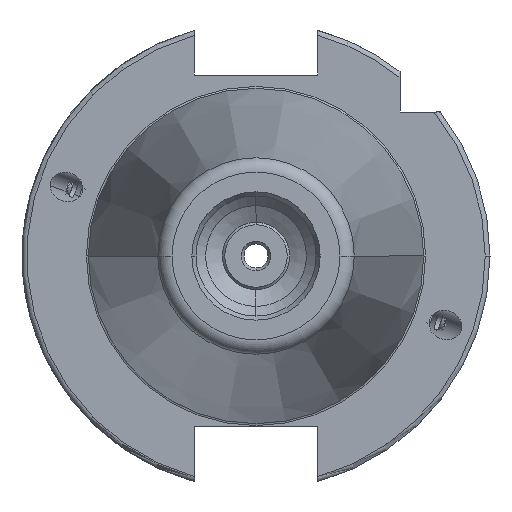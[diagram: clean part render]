
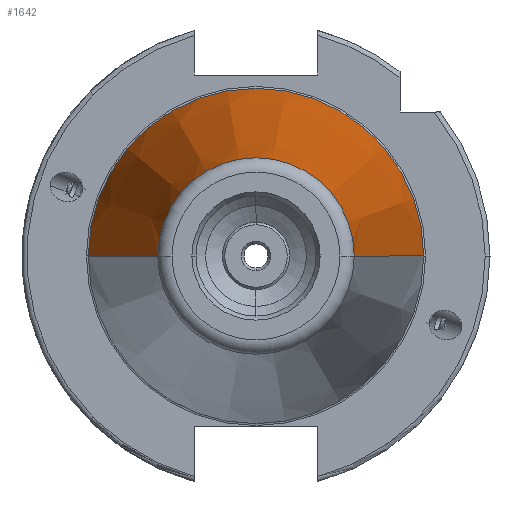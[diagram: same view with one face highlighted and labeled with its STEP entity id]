
A CAD part, left-side view. The second image highlights one B-rep face of the part: STEP entity #1642.
In plain terms, the highlighted conical face has half-angle 8.297 degrees and reference radius 34.925 mm.
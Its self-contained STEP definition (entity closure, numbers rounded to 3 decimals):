
#15 = ORIENTED_EDGE ( 'NONE', *, *, #707, .T. ) ;
#645 = DIRECTION ( 'NONE',  ( 0.99, 0.144, 0. ) ) ;
#707 = EDGE_CURVE ( 'NONE', #4879, #4067, #1233, .T. ) ;
#946 = CARTESIAN_POINT ( 'NONE',  ( -99.183, -20.461, 0. ) ) ;
#952 = EDGE_CURVE ( 'NONE', #4067, #5952, #4844, .T. ) ;
#1100 = DIRECTION ( 'NONE',  ( 0., -1., 0. ) ) ;
#1233 = LINE ( 'NONE', #2367, #6208 ) ;
#1271 = CARTESIAN_POINT ( 'NONE',  ( -99.183, 0., 0. ) ) ;
#1416 = ORIENTED_EDGE ( 'NONE', *, *, #5042, .F. ) ;
#1471 = EDGE_CURVE ( 'NONE', #4879, #2747, #1610, .T. ) ;
#1610 = CIRCLE ( 'NONE', #3470, 20.461 ) ;
#1611 = CARTESIAN_POINT ( 'NONE',  ( 0., -34.925, 0. ) ) ;
#1642 = ADVANCED_FACE ( 'NONE', ( #6133 ), #2137, .T. ) ;
#1678 = CARTESIAN_POINT ( 'NONE',  ( -99.183, 20.461, 0. ) ) ;
#2137 = CONICAL_SURFACE ( 'NONE', #6058, 34.925, 0.145 ) ;
#2270 = DIRECTION ( 'NONE',  ( -1., 0., 0. ) ) ;
#2367 = CARTESIAN_POINT ( 'NONE',  ( 0., -34.925, 0. ) ) ;
#2422 = ORIENTED_EDGE ( 'NONE', *, *, #1471, .F. ) ;
#2747 = VERTEX_POINT ( 'NONE', #1678 ) ;
#3470 = AXIS2_PLACEMENT_3D ( 'NONE', #1271, #2270, #1100 ) ;
#3508 = LINE ( 'NONE', #3515, #4633 ) ;
#3515 = CARTESIAN_POINT ( 'NONE',  ( 0., 34.925, 0. ) ) ;
#3664 = DIRECTION ( 'NONE',  ( 0.99, -0.144, 0. ) ) ;
#3899 = CARTESIAN_POINT ( 'NONE',  ( 0., 0., 0. ) ) ;
#4067 = VERTEX_POINT ( 'NONE', #1611 ) ;
#4588 = ORIENTED_EDGE ( 'NONE', *, *, #952, .T. ) ;
#4633 = VECTOR ( 'NONE', #645, 1000. ) ;
#4660 = EDGE_LOOP ( 'NONE', ( #2422, #15, #4588, #1416 ) ) ;
#4667 = AXIS2_PLACEMENT_3D ( 'NONE', #3899, #5841, #4864 ) ;
#4774 = CARTESIAN_POINT ( 'NONE',  ( 0., 0., 0. ) ) ;
#4844 = CIRCLE ( 'NONE', #4667, 34.925 ) ;
#4864 = DIRECTION ( 'NONE',  ( 0., -1., 0. ) ) ;
#4879 = VERTEX_POINT ( 'NONE', #946 ) ;
#5042 = EDGE_CURVE ( 'NONE', #2747, #5952, #3508, .T. ) ;
#5749 = DIRECTION ( 'NONE',  ( 1., 0., 0. ) ) ;
#5841 = DIRECTION ( 'NONE',  ( -1., 0., 0. ) ) ;
#5952 = VERTEX_POINT ( 'NONE', #6229 ) ;
#6058 = AXIS2_PLACEMENT_3D ( 'NONE', #4774, #5749, #6214 ) ;
#6133 = FACE_OUTER_BOUND ( 'NONE', #4660, .T. ) ;
#6208 = VECTOR ( 'NONE', #3664, 1000. ) ;
#6214 = DIRECTION ( 'NONE',  ( 0., 1., 0. ) ) ;
#6229 = CARTESIAN_POINT ( 'NONE',  ( 0., 34.925, 0. ) ) ;
